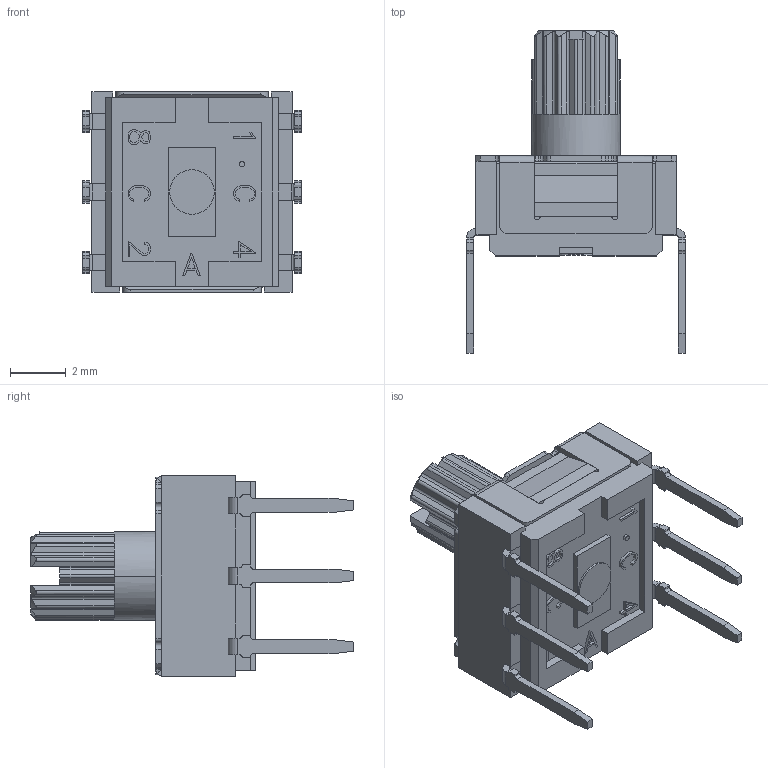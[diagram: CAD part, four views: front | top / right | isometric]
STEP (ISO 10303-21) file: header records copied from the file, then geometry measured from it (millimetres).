
FILE_DESCRIPTION (( 'STEP AP203' ), '1' );
FILE_NAME ('RSH-34RH.STEP', '2019-07-05T06:19:55', ( '' ), ( '' ), 'SwSTEP 2.0', 'SolidWorks 2017', '' );
FILE_SCHEMA (( 'CONFIG_CONTROL_DESIGN' ));
Length unit declared in the file: millimetre
Products named in the file (6): RSH-B01; RSH-B01_H(6 PIN); RSH-T01_H(6 PIN); RSH-34RH; RSH-C01_04P; ROTOR4_No.3
Assembly tree (5 placements, depth 3):
  RSH-34RH
    RSH-B01_H(6 PIN)
      RSH-B01
      RSH-T01_H(6 PIN)
    RSH-C01_04P
    ROTOR4_No.3
Bounding box: 7.87 x 11.6 x 7.2 mm (x, y, z)
Volume: 172.9 mm3; surface area: 704.8 mm2
Topology: 4 solids, 4 shells, 1171 faces, 3280 edges, 2125 vertices
Faces by surface type: plane 758, cylinder 361, bspline 47, cone 5
Entity records: 40605 total; most frequent: CARTESIAN_POINT 9784, ORIENTED_EDGE 6560, DIRECTION 6004, EDGE_CURVE 3280, VECTOR 2300, LINE 2300, VERTEX_POINT 2125, AXIS2_PLACEMENT_3D 1852
